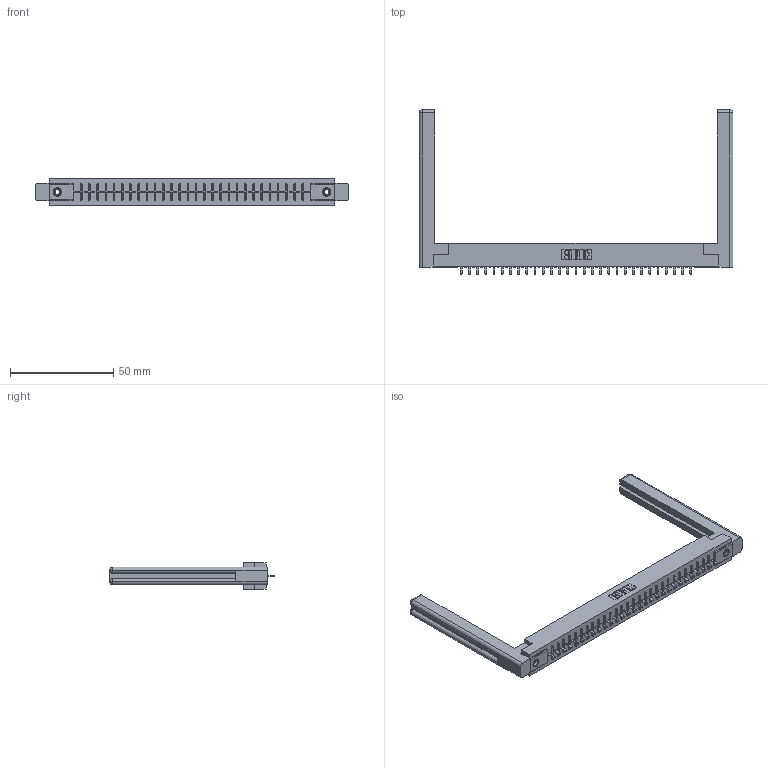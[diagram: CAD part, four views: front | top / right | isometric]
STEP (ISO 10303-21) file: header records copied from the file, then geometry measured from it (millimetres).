
FILE_DESCRIPTION (( 'STEP AP203' ), '1' );
FILE_NAME ('306-029-521-158.STEP', '2019-09-11T22:15:49', ( '' ), ( '' ), 'SwSTEP 2.0', 'SolidWorks 2016', '' );
FILE_SCHEMA (( 'CONFIG_CONTROL_DESIGN' ));
Length unit declared in the file: inch
Products named in the file (5): 306-029-521-158; 307-220-058; 306 Part_.156 Dia; 306-290-001_121; 345-250-001_345-250-001-102
Assembly tree (34 placements, depth 2):
  306-029-521-158
    306 Part_.156 Dia
    306-290-001_121  x29
    345-250-001_345-250-001-102  x2
    307-220-058  x2
Bounding box: 151.54 x 79.53 x 12.7 mm (x, y, z)
Volume: 23670.7 mm3; surface area: 21813.6 mm2
Topology: 34 solids, 34 shells, 2288 faces, 6383 edges, 4086 vertices
Faces by surface type: plane 1515, cylinder 633, sphere 116, cone 12, torus 12
Entity records: 31317 total; most frequent: CARTESIAN_POINT 5265, ORIENTED_EDGE 5160, DIRECTION 5148, EDGE_CURVE 2580, VECTOR 2006, LINE 2006, VERTEX_POINT 1634, AXIS2_PLACEMENT_3D 1571
